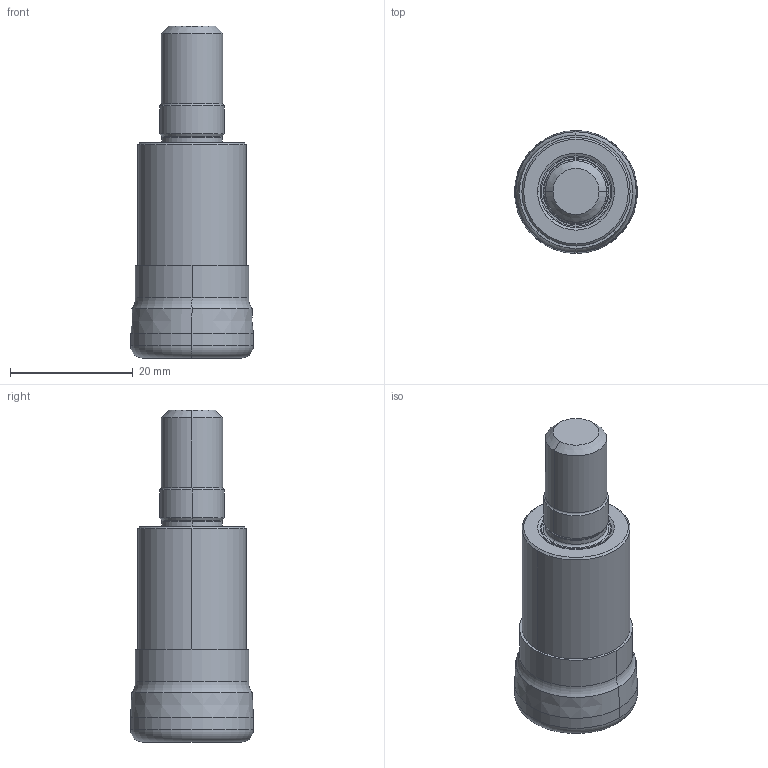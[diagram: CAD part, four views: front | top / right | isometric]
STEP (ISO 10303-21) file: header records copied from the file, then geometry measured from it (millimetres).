
FILE_DESCRIPTION(/* description */ (''),/* implementation_level */ '2;1');
FILE_NAME(/* name */ 'SRFHU12AM1035_IR0_0787.stp',/* time_stamp */ '2023-03-10T14:02:56+09:00',/* author */ (''),/* organization */ (''),/* preprocessor_version */ 'ST-DEVELOPER v16',/* originating_system */ 'SIEMENS PLM Software NX 10.0',/* authorisation */ '');
FILE_SCHEMA (('AUTOMOTIVE_DESIGN { 1 0 10303 214 3 1 1 1 }'));
Length unit declared in the file: millimetre
Products named in the file (1): SRFHU12AM1035_IR0_0787_ASM
Bounding box: 20 x 20 x 54 mm (x, y, z)
Volume: 10670.6 mm3; surface area: 3759.5 mm2
Topology: 2 solids, 2 shells, 43 faces, 101 edges, 74 vertices
Faces by surface type: cylinder 12, torus 12, cone 12, plane 7
Entity records: 1355 total; most frequent: DIRECTION 269, CARTESIAN_POINT 206, ORIENTED_EDGE 180, AXIS2_PLACEMENT_3D 119, EDGE_CURVE 90, CIRCLE 68, VERTEX_POINT 55, EDGE_LOOP 47
